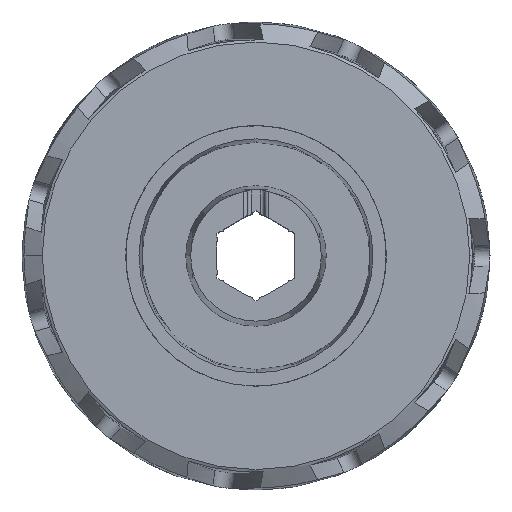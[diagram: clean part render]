
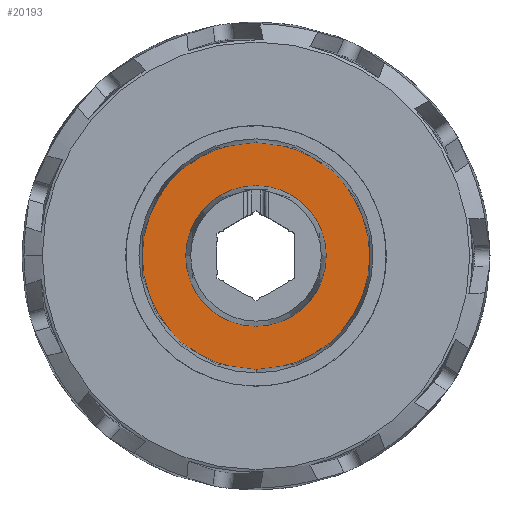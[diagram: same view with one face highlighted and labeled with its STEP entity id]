
A CAD part, top view. The second image highlights one B-rep face of the part: STEP entity #20193.
In plain terms, the highlighted planar face has unit normal (0, 0, 1).
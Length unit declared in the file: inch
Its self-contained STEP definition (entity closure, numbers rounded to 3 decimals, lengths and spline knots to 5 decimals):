
#49 = CIRCLE ( 'NONE', #1104, 0.28702 ) ;
#199 = VERTEX_POINT ( 'NONE', #22594 ) ;
#700 = CIRCLE ( 'NONE', #3578, 0.17717 ) ;
#1104 = AXIS2_PLACEMENT_3D ( 'NONE', #21050, #9225, #9391 ) ;
#1144 = CARTESIAN_POINT ( 'NONE',  ( 0., 0., 0.05906 ) ) ;
#2046 = EDGE_CURVE ( 'NONE', #3149, #199, #18787, .T. ) ;
#2086 = FACE_BOUND ( 'NONE', #23518, .T. ) ;
#2726 = DIRECTION ( 'NONE',  ( 0., 0., 1. ) ) ;
#3149 = VERTEX_POINT ( 'NONE', #18194 ) ;
#3150 = ORIENTED_EDGE ( 'NONE', *, *, #9558, .T. ) ;
#3166 = DIRECTION ( 'NONE',  ( -1., 0., 0. ) ) ;
#3578 = AXIS2_PLACEMENT_3D ( 'NONE', #1144, #23314, #11276 ) ;
#4486 = DIRECTION ( 'NONE',  ( 0., 0., 1. ) ) ;
#4691 = ORIENTED_EDGE ( 'NONE', *, *, #2046, .T. ) ;
#5110 = CIRCLE ( 'NONE', #20794, 0.17717 ) ;
#5878 = FACE_OUTER_BOUND ( 'NONE', #13399, .T. ) ;
#6731 = EDGE_CURVE ( 'NONE', #9813, #17913, #700, .T. ) ;
#7050 = CARTESIAN_POINT ( 'NONE',  ( 0., 0., 0.05906 ) ) ;
#8255 = CARTESIAN_POINT ( 'NONE',  ( -0.17717, 0., 0.05906 ) ) ;
#9075 = DIRECTION ( 'NONE',  ( 0., 0., -1. ) ) ;
#9225 = DIRECTION ( 'NONE',  ( 0., 0., 1. ) ) ;
#9391 = DIRECTION ( 'NONE',  ( 0., -1., 0. ) ) ;
#9558 = EDGE_CURVE ( 'NONE', #199, #3149, #49, .T. ) ;
#9813 = VERTEX_POINT ( 'NONE', #8255 ) ;
#11276 = DIRECTION ( 'NONE',  ( -1., 0., 0. ) ) ;
#13399 = EDGE_LOOP ( 'NONE', ( #4691, #3150 ) ) ;
#14791 = CARTESIAN_POINT ( 'NONE',  ( 0., 0., 0.05906 ) ) ;
#14876 = DIRECTION ( 'NONE',  ( 0., -1., 0. ) ) ;
#17913 = VERTEX_POINT ( 'NONE', #24450 ) ;
#18112 = PLANE ( 'NONE',  #22849 ) ;
#18165 = EDGE_CURVE ( 'NONE', #17913, #9813, #5110, .T. ) ;
#18194 = CARTESIAN_POINT ( 'NONE',  ( 0., -0.28702, 0.05906 ) ) ;
#18787 = CIRCLE ( 'NONE', #24207, 0.28702 ) ;
#20193 = ADVANCED_FACE ( 'NONE', ( #2086, #5878 ), #18112, .T. ) ;
#20457 = ORIENTED_EDGE ( 'NONE', *, *, #18165, .T. ) ;
#20794 = AXIS2_PLACEMENT_3D ( 'NONE', #7050, #9075, #3166 ) ;
#21050 = CARTESIAN_POINT ( 'NONE',  ( 0., 0., 0.05906 ) ) ;
#22333 = CARTESIAN_POINT ( 'NONE',  ( 0., 0., 0.05906 ) ) ;
#22418 = DIRECTION ( 'NONE',  ( 1., 0., 0. ) ) ;
#22435 = ORIENTED_EDGE ( 'NONE', *, *, #6731, .T. ) ;
#22594 = CARTESIAN_POINT ( 'NONE',  ( 0., 0.28702, 0.05906 ) ) ;
#22849 = AXIS2_PLACEMENT_3D ( 'NONE', #22333, #4486, #22418 ) ;
#23314 = DIRECTION ( 'NONE',  ( 0., 0., -1. ) ) ;
#23518 = EDGE_LOOP ( 'NONE', ( #22435, #20457 ) ) ;
#24207 = AXIS2_PLACEMENT_3D ( 'NONE', #14791, #2726, #14876 ) ;
#24450 = CARTESIAN_POINT ( 'NONE',  ( 0.17717, 0., 0.05906 ) ) ;
